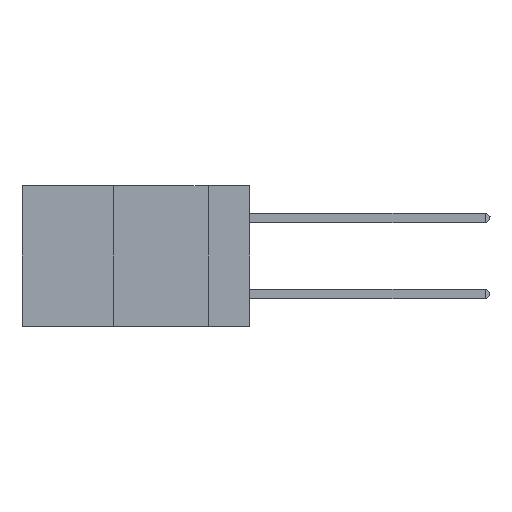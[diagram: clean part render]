
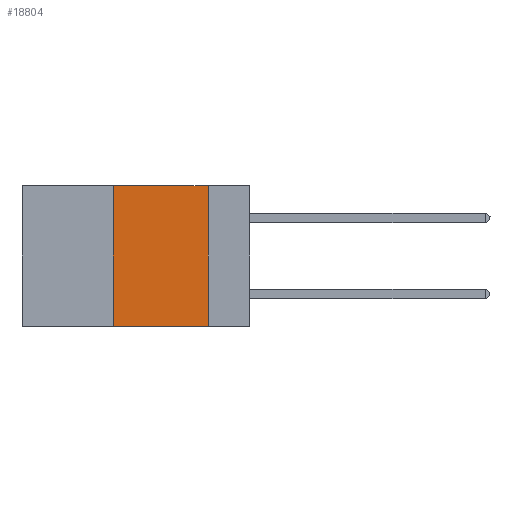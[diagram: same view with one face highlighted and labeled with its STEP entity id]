
A CAD part, left-side view. The second image highlights one B-rep face of the part: STEP entity #18804.
In plain terms, the highlighted planar face has unit normal (-1, 0, 0).
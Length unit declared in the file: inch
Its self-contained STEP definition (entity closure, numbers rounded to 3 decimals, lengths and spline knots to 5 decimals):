
#1177 = CARTESIAN_POINT ( 'NONE',  ( 0., 0.6, -0.37 ) ) ;
#2446 = LINE ( 'NONE', #24864, #23627 ) ;
#2464 = DIRECTION ( 'NONE',  ( 0., -1., 0. ) ) ;
#3726 = EDGE_CURVE ( 'NONE', #14761, #7650, #8553, .T. ) ;
#5295 = LINE ( 'NONE', #5833, #15604 ) ;
#5833 = CARTESIAN_POINT ( 'NONE',  ( 0., 0.36, 0. ) ) ;
#6018 = CARTESIAN_POINT ( 'NONE',  ( 0., 0.11, -0.37 ) ) ;
#6665 = ORIENTED_EDGE ( 'NONE', *, *, #16088, .F. ) ;
#6845 = VECTOR ( 'NONE', #23586, 39.37008 ) ;
#7650 = VERTEX_POINT ( 'NONE', #6018 ) ;
#7887 = VECTOR ( 'NONE', #21905, 39.37008 ) ;
#7940 = DIRECTION ( 'NONE',  ( 0., 0., 1. ) ) ;
#8553 = LINE ( 'NONE', #1177, #7887 ) ;
#8815 = PLANE ( 'NONE',  #15564 ) ;
#8835 = EDGE_LOOP ( 'NONE', ( #10894, #21730, #6665, #12184 ) ) ;
#10890 = DIRECTION ( 'NONE',  ( 1., 0., 0. ) ) ;
#10894 = ORIENTED_EDGE ( 'NONE', *, *, #20356, .F. ) ;
#11892 = CARTESIAN_POINT ( 'NONE',  ( 0., 0.11, 0. ) ) ;
#12114 = FACE_OUTER_BOUND ( 'NONE', #8835, .T. ) ;
#12184 = ORIENTED_EDGE ( 'NONE', *, *, #3726, .T. ) ;
#12991 = LINE ( 'NONE', #15307, #6845 ) ;
#14761 = VERTEX_POINT ( 'NONE', #23833 ) ;
#15082 = EDGE_CURVE ( 'NONE', #19093, #23170, #2446, .T. ) ;
#15307 = CARTESIAN_POINT ( 'NONE',  ( 0., 0.11, 0. ) ) ;
#15564 = AXIS2_PLACEMENT_3D ( 'NONE', #23082, #10890, #25129 ) ;
#15604 = VECTOR ( 'NONE', #7940, 39.37008 ) ;
#16088 = EDGE_CURVE ( 'NONE', #14761, #19093, #5295, .T. ) ;
#17804 = CARTESIAN_POINT ( 'NONE',  ( 0., 0.36, 0. ) ) ;
#18804 = ADVANCED_FACE ( 'NONE', ( #12114 ), #8815, .F. ) ;
#19093 = VERTEX_POINT ( 'NONE', #17804 ) ;
#20356 = EDGE_CURVE ( 'NONE', #23170, #7650, #12991, .T. ) ;
#21730 = ORIENTED_EDGE ( 'NONE', *, *, #15082, .F. ) ;
#21905 = DIRECTION ( 'NONE',  ( 0., -1., 0. ) ) ;
#23082 = CARTESIAN_POINT ( 'NONE',  ( 0., 0.6, 0. ) ) ;
#23170 = VERTEX_POINT ( 'NONE', #11892 ) ;
#23586 = DIRECTION ( 'NONE',  ( 0., 0., -1. ) ) ;
#23627 = VECTOR ( 'NONE', #2464, 39.37008 ) ;
#23833 = CARTESIAN_POINT ( 'NONE',  ( 0., 0.36, -0.37 ) ) ;
#24864 = CARTESIAN_POINT ( 'NONE',  ( 0., 0.6, 0. ) ) ;
#25129 = DIRECTION ( 'NONE',  ( 0., 0., -1. ) ) ;
